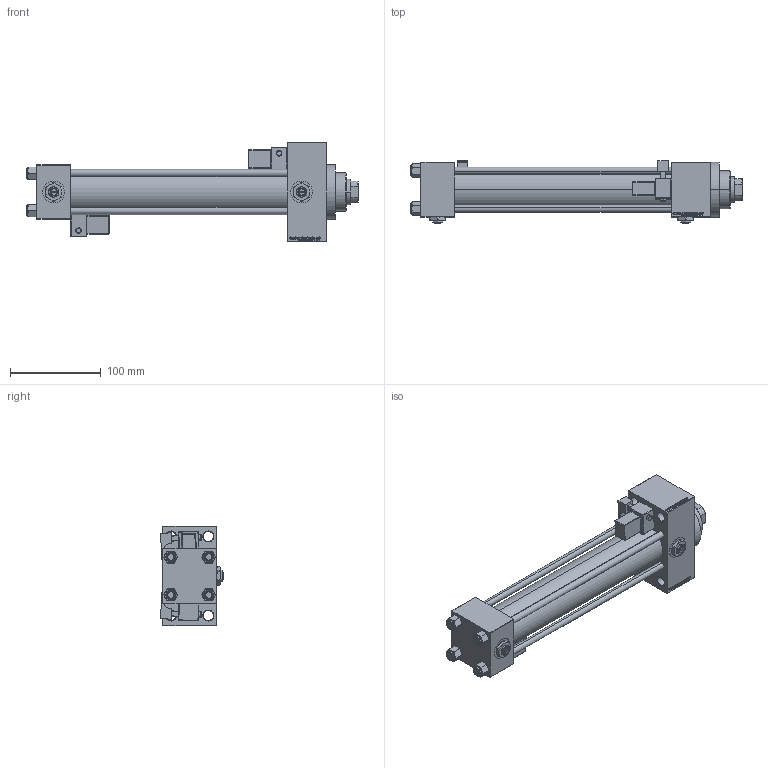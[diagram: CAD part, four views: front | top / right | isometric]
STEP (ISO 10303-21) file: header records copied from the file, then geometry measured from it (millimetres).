
FILE_DESCRIPTION (( 'STEP AP203' ), '1' );
FILE_NAME ('fb6a.STEP', '2025-09-18T11:55:01', ( '' ), ( '' ), 'SwSTEP 2.0', 'SolidWorks 2019', '' );
FILE_SCHEMA (( 'CONFIG_CONTROL_DESIGN' ));
Length unit declared in the file: millimetre
Products named in the file (8): V215CR_MSU c2c2026ba058553f454a2a228c375712; V215CR_D_Body c2c2026ba058553f454a2a228c375712; V215CR_D_TYCINKA c2c2026ba058553f454a2a228c375712; V215_VC_A c2c2026ba058553f454a2a228c375712; V215CR_VCP_D c2c2026ba058553f454a2a228c375712; Zatka_pro_OIL_PORT c2c2026ba058553f454a2a228c375712; NUT_M5_D c2c2026ba058553f454a2a228c375712; fb6a
Assembly tree (15 placements, depth 2):
  fb6a
    V215CR_D_Body c2c2026ba058553f454a2a228c375712
    V215CR_VCP_D c2c2026ba058553f454a2a228c375712
    NUT_M5_D c2c2026ba058553f454a2a228c375712  x4
    V215CR_D_TYCINKA c2c2026ba058553f454a2a228c375712  x4
    V215_VC_A c2c2026ba058553f454a2a228c375712
    V215CR_MSU c2c2026ba058553f454a2a228c375712  x2
    Zatka_pro_OIL_PORT c2c2026ba058553f454a2a228c375712  x2
Bounding box: 365 x 68.9 x 109 mm (x, y, z)
Volume: 792756.7 mm3; surface area: 225123.1 mm2
Topology: 15 solids, 15 shells, 1360 faces, 3346 edges, 2115 vertices
Faces by surface type: plane 604, bspline 368, cone 184, cylinder 160, sphere 24, torus 20
Entity records: 51501 total; most frequent: CARTESIAN_POINT 26036, ORIENTED_EDGE 5610, DIRECTION 3853, EDGE_CURVE 2805, VERTEX_POINT 1817, VECTOR 1653, LINE 1653, EDGE_LOOP 1262
